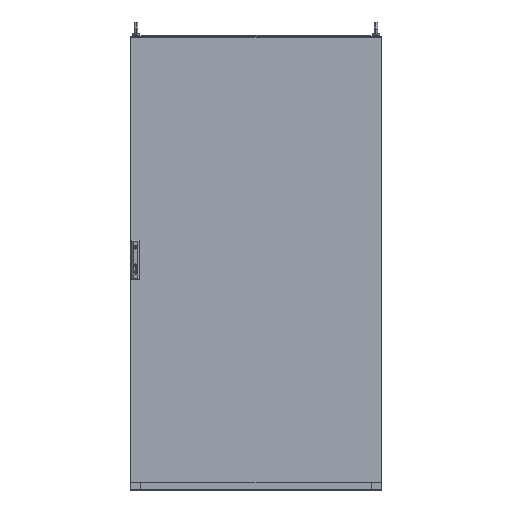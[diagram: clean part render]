
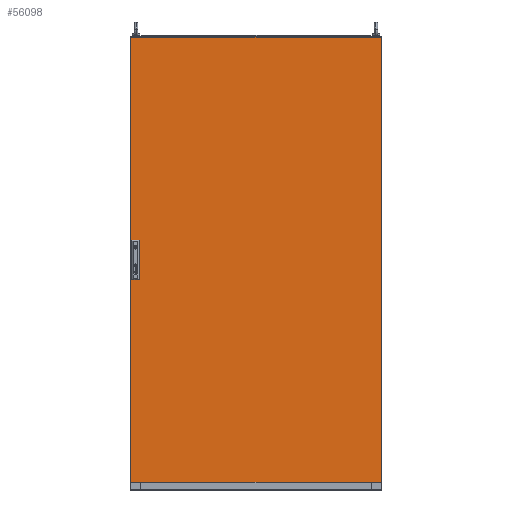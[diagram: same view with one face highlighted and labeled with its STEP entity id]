
A CAD part, top view. The second image highlights one B-rep face of the part: STEP entity #56098.
In plain terms, the highlighted planar face has unit normal (0, 0, 1).
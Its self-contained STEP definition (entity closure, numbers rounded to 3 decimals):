
#1583 = VECTOR ( 'NONE', #155458, 1000. ) ;
#1972 = AXIS2_PLACEMENT_3D ( 'NONE', #62300, #13943, #24337 ) ;
#3076 = ORIENTED_EDGE ( 'NONE', *, *, #123821, .T. ) ;
#3361 = ORIENTED_EDGE ( 'NONE', *, *, #41942, .F. ) ;
#4284 = LINE ( 'NONE', #69860, #158896 ) ;
#5776 = CARTESIAN_POINT ( 'NONE',  ( -465.7, -11.5, 0. ) ) ;
#6093 = EDGE_CURVE ( 'NONE', #57600, #20422, #62292, .T. ) ;
#6406 = EDGE_CURVE ( 'NONE', #77968, #17127, #159243, .T. ) ;
#6837 = VECTOR ( 'NONE', #41290, 1000. ) ;
#12908 = LINE ( 'NONE', #116395, #100167 ) ;
#13943 = DIRECTION ( 'NONE',  ( 0., 0., 1. ) ) ;
#16159 = VERTEX_POINT ( 'NONE', #91739 ) ;
#17127 = VERTEX_POINT ( 'NONE', #93987 ) ;
#17138 = CARTESIAN_POINT ( 'NONE',  ( -465.7, 38.5, 0. ) ) ;
#18709 = LINE ( 'NONE', #5776, #54097 ) ;
#20422 = VERTEX_POINT ( 'NONE', #150475 ) ;
#21669 = CARTESIAN_POINT ( 'NONE',  ( -465.7, -61.5, 0. ) ) ;
#22664 = PLANE ( 'NONE',  #1972 ) ;
#23927 = VECTOR ( 'NONE', #131804, 1000. ) ;
#24337 = DIRECTION ( 'NONE',  ( 1., 0., 0. ) ) ;
#24345 = ORIENTED_EDGE ( 'NONE', *, *, #6093, .F. ) ;
#25191 = VERTEX_POINT ( 'NONE', #148608 ) ;
#25493 = DIRECTION ( 'NONE',  ( 0., 1., 0. ) ) ;
#26840 = DIRECTION ( 'NONE',  ( 1., 0., 0. ) ) ;
#28654 = EDGE_LOOP ( 'NONE', ( #3361, #116288, #36624, #141263 ) ) ;
#29475 = VERTEX_POINT ( 'NONE', #151741 ) ;
#30803 = EDGE_CURVE ( 'NONE', #170107, #78999, #147054, .T. ) ;
#32915 = EDGE_CURVE ( 'NONE', #16159, #29475, #12908, .T. ) ;
#33853 = FACE_BOUND ( 'NONE', #34587, .T. ) ;
#34587 = EDGE_LOOP ( 'NONE', ( #73999, #145821, #24345, #72493 ) ) ;
#35575 = FACE_BOUND ( 'NONE', #28654, .T. ) ;
#35689 = VERTEX_POINT ( 'NONE', #155595 ) ;
#36624 = ORIENTED_EDGE ( 'NONE', *, *, #60963, .F. ) ;
#36888 = VECTOR ( 'NONE', #25493, 1000. ) ;
#38433 = CARTESIAN_POINT ( 'NONE',  ( -465.7, 38.5, 0. ) ) ;
#40989 = EDGE_CURVE ( 'NONE', #20422, #170107, #18709, .T. ) ;
#41290 = DIRECTION ( 'NONE',  ( 1., 0., 0. ) ) ;
#41821 = CARTESIAN_POINT ( 'NONE',  ( -490.7, 88.5, 0. ) ) ;
#41942 = EDGE_CURVE ( 'NONE', #141072, #77968, #4284, .T. ) ;
#49405 = VERTEX_POINT ( 'NONE', #115214 ) ;
#50469 = LINE ( 'NONE', #103004, #1583 ) ;
#52828 = ORIENTED_EDGE ( 'NONE', *, *, #32915, .T. ) ;
#54097 = VECTOR ( 'NONE', #81716, 1000. ) ;
#56098 = ADVANCED_FACE ( 'NONE', ( #35575, #33853, #88189 ), #22664, .T. ) ;
#57600 = VERTEX_POINT ( 'NONE', #167109 ) ;
#60007 = LINE ( 'NONE', #98795, #96424 ) ;
#60963 = EDGE_CURVE ( 'NONE', #17127, #35689, #105583, .T. ) ;
#62292 = LINE ( 'NONE', #143943, #111195 ) ;
#62300 = CARTESIAN_POINT ( 'NONE',  ( 0., 0., 0. ) ) ;
#65725 = VECTOR ( 'NONE', #158333, 1000. ) ;
#66539 = CARTESIAN_POINT ( 'NONE',  ( -497., -870., 0. ) ) ;
#67826 = EDGE_CURVE ( 'NONE', #35689, #141072, #50469, .T. ) ;
#69860 = CARTESIAN_POINT ( 'NONE',  ( -490.7, 38.5, 0. ) ) ;
#72493 = ORIENTED_EDGE ( 'NONE', *, *, #86166, .F. ) ;
#73999 = ORIENTED_EDGE ( 'NONE', *, *, #30803, .F. ) ;
#77968 = VERTEX_POINT ( 'NONE', #129291 ) ;
#78999 = VERTEX_POINT ( 'NONE', #95667 ) ;
#79490 = LINE ( 'NONE', #66539, #116738 ) ;
#81716 = DIRECTION ( 'NONE',  ( -1., 0., 0. ) ) ;
#81978 = VECTOR ( 'NONE', #143108, 1000. ) ;
#85913 = DIRECTION ( 'NONE',  ( -1., 0., 0. ) ) ;
#86166 = EDGE_CURVE ( 'NONE', #78999, #57600, #88071, .T. ) ;
#88071 = LINE ( 'NONE', #21669, #23927 ) ;
#88189 = FACE_OUTER_BOUND ( 'NONE', #138464, .T. ) ;
#88368 = ORIENTED_EDGE ( 'NONE', *, *, #130414, .T. ) ;
#90533 = DIRECTION ( 'NONE',  ( 0., -1., 0. ) ) ;
#91739 = CARTESIAN_POINT ( 'NONE',  ( -497., 897., 0. ) ) ;
#92282 = EDGE_CURVE ( 'NONE', #25191, #49405, #169876, .T. ) ;
#92384 = CARTESIAN_POINT ( 'NONE',  ( 497., 897., 0. ) ) ;
#93987 = CARTESIAN_POINT ( 'NONE',  ( -465.7, 38.5, 0. ) ) ;
#95667 = CARTESIAN_POINT ( 'NONE',  ( -490.7, -61.5, 0. ) ) ;
#96424 = VECTOR ( 'NONE', #85913, 1000. ) ;
#98795 = CARTESIAN_POINT ( 'NONE',  ( -497., 897., 0. ) ) ;
#100167 = VECTOR ( 'NONE', #90533, 1000. ) ;
#101899 = DIRECTION ( 'NONE',  ( 0., 1., 0. ) ) ;
#103004 = CARTESIAN_POINT ( 'NONE',  ( -465.7, 88.5, 0. ) ) ;
#105583 = LINE ( 'NONE', #38433, #36888 ) ;
#105841 = CARTESIAN_POINT ( 'NONE',  ( -490.7, -61.5, 0. ) ) ;
#111195 = VECTOR ( 'NONE', #101899, 1000. ) ;
#115214 = CARTESIAN_POINT ( 'NONE',  ( 497., 897., 0. ) ) ;
#116288 = ORIENTED_EDGE ( 'NONE', *, *, #67826, .F. ) ;
#116395 = CARTESIAN_POINT ( 'NONE',  ( -497., 897., 0. ) ) ;
#116738 = VECTOR ( 'NONE', #26840, 1000. ) ;
#118195 = ORIENTED_EDGE ( 'NONE', *, *, #92282, .T. ) ;
#123821 = EDGE_CURVE ( 'NONE', #29475, #25191, #79490, .T. ) ;
#127232 = CARTESIAN_POINT ( 'NONE',  ( -490.7, -11.5, 0. ) ) ;
#129291 = CARTESIAN_POINT ( 'NONE',  ( -490.7, 38.5, 0. ) ) ;
#130414 = EDGE_CURVE ( 'NONE', #49405, #16159, #60007, .T. ) ;
#131804 = DIRECTION ( 'NONE',  ( 1., 0., 0. ) ) ;
#135209 = DIRECTION ( 'NONE',  ( 0., -1., 0. ) ) ;
#138464 = EDGE_LOOP ( 'NONE', ( #52828, #3076, #118195, #88368 ) ) ;
#141072 = VERTEX_POINT ( 'NONE', #41821 ) ;
#141263 = ORIENTED_EDGE ( 'NONE', *, *, #6406, .F. ) ;
#143108 = DIRECTION ( 'NONE',  ( 0., 1., 0. ) ) ;
#143943 = CARTESIAN_POINT ( 'NONE',  ( -465.7, -61.5, 0. ) ) ;
#145821 = ORIENTED_EDGE ( 'NONE', *, *, #40989, .F. ) ;
#147054 = LINE ( 'NONE', #105841, #65725 ) ;
#148608 = CARTESIAN_POINT ( 'NONE',  ( 497., -870., 0. ) ) ;
#150475 = CARTESIAN_POINT ( 'NONE',  ( -465.7, -11.5, 0. ) ) ;
#151741 = CARTESIAN_POINT ( 'NONE',  ( -497., -870., 0. ) ) ;
#155458 = DIRECTION ( 'NONE',  ( -1., 0., 0. ) ) ;
#155595 = CARTESIAN_POINT ( 'NONE',  ( -465.7, 88.5, 0. ) ) ;
#158333 = DIRECTION ( 'NONE',  ( 0., -1., 0. ) ) ;
#158896 = VECTOR ( 'NONE', #135209, 1000. ) ;
#159243 = LINE ( 'NONE', #17138, #6837 ) ;
#167109 = CARTESIAN_POINT ( 'NONE',  ( -465.7, -61.5, 0. ) ) ;
#169876 = LINE ( 'NONE', #92384, #81978 ) ;
#170107 = VERTEX_POINT ( 'NONE', #127232 ) ;
